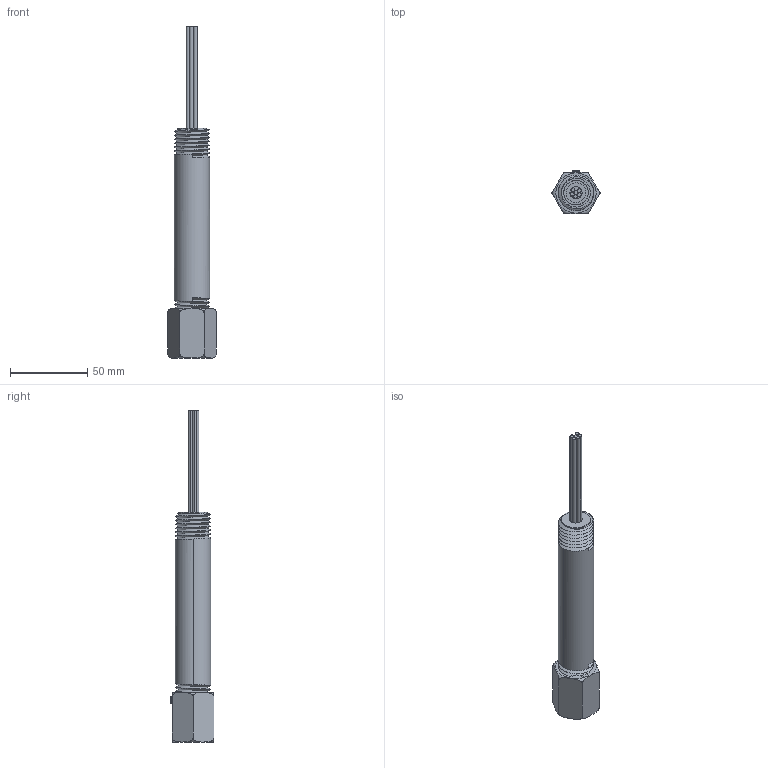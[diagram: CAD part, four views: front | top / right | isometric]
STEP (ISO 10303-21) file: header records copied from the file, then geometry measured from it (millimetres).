
FILE_DESCRIPTION (( 'STEP AP214' ), '1' );
FILE_NAME ('1101-586-E.STEP', '2019-01-24T19:15:14', ( '' ), ( '' ), 'SwSTEP 2.0', 'SolidWorks 2018', '' );
FILE_SCHEMA (( 'AUTOMOTIVE_DESIGN' ));
Length unit declared in the file: inch
Products named in the file (14): slotted set screw cone point_ai; 3820-020; slotted set screw cone point_ai_SSCONESLT 0.19-32x0.19-S; 3820-017; 1101-586 Wires1; 3820-014; 1101-586 label; 1101-586-E
Assembly tree (7 placements, depth 2):
  slotted set screw cone point_ai
  3820-020
  3820-014
  1101-586 label
  1101-586-E
    3820-017
    3820-014
    1101-586 label
    slotted set screw cone point_ai_SSCONESLT 0.19-32x0.19-S
    1101-586 Wires1
    3820-020
Bounding box: 31.09 x 28.3 x 214.4 mm (x, y, z)
Volume: 40474.4 mm3; surface area: 29616.2 mm2
Topology: 23 solids, 23 shells, 368 faces, 908 edges, 587 vertices
Faces by surface type: plane 182, cylinder 120, cone 54, bspline 4, sphere 4, torus 4
Entity records: 16926 total; most frequent: CARTESIAN_POINT 5620, ORIENTED_EDGE 1810, DIRECTION 1539, EDGE_CURVE 905, VERTEX_POINT 585, AXIS2_PLACEMENT_3D 557, VECTOR 425, LINE 425
